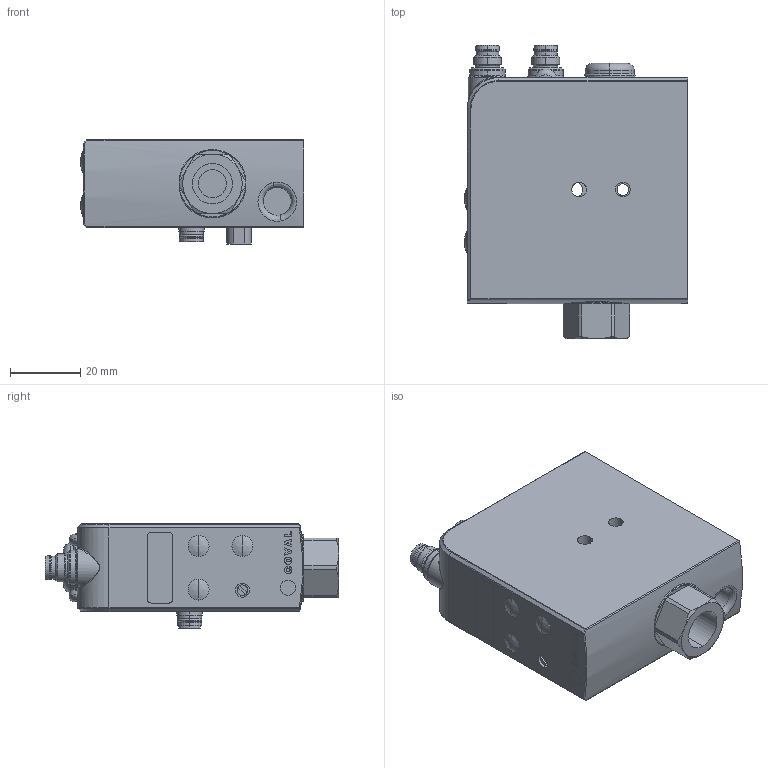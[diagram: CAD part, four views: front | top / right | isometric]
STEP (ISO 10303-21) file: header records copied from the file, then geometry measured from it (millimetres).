
FILE_DESCRIPTION(('STEP AP214'),'1');
FILE_NAME('COVAL_LEMAX90X14VB.stp','2017-12-27T14:26:07',('TraceParts'),('TraceParts S.A.'),'Spatial InterOp 3D',' ',' ');
FILE_SCHEMA(('automotive_design'));
Length unit declared in the file: millimetre
Products named in the file (7): COVAL_LEMAX90X14VB_1; COVAL_LEMAX90X14VB_2; COVAL_LEMAX90X14VB_3; COVAL_LEMAX90X14VB_4; COVAL_LEMAX90X14VB_5; COVAL_LEMAX90X14VB_6; COVAL_LEMAX90X14VB_7
Bounding box: 63.68 x 83.8 x 29.7 mm (x, y, z)
Volume: 102379.4 mm3; surface area: 19275.3 mm2
Topology: 7 solids, 7 shells, 445 faces, 993 edges, 604 vertices
Faces by surface type: cylinder 157, plane 143, cone 68, bspline 43, torus 24, sphere 10
Entity records: 18934 total; most frequent: CARTESIAN_POINT 5491, DIRECTION 2104, ORIENTED_EDGE 1966, EDGE_CURVE 983, AXIS2_PLACEMENT_3D 836, VERTEX_POINT 604, EDGE_LOOP 507, STYLED_ITEM 445
